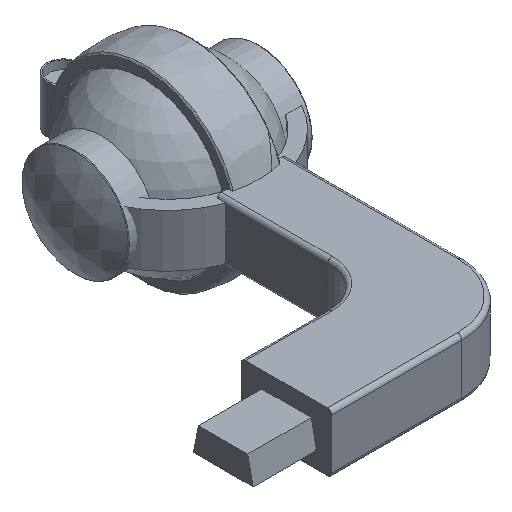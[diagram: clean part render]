
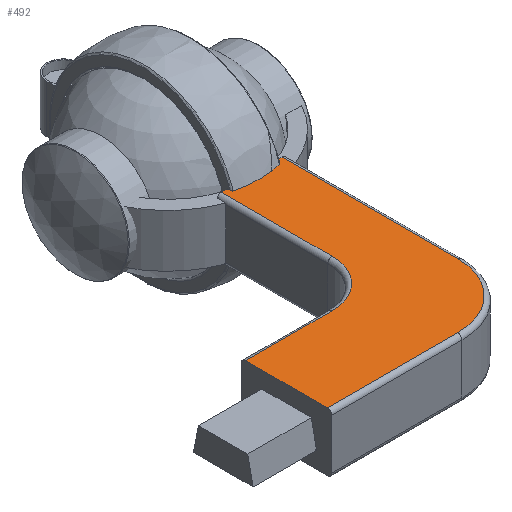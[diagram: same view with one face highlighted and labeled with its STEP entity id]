
A CAD part, isometric view. The second image highlights one B-rep face of the part: STEP entity #492.
In plain terms, the highlighted planar face has unit normal (0, 0, 1).
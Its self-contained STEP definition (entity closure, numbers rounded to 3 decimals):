
#142 = CARTESIAN_POINT ( 'NONE',  ( 15.2, 2.72, 3.425 ) ) ;
#143 = FACE_OUTER_BOUND ( 'NONE', #1023, .T. ) ;
#145 = PLANE ( 'NONE',  #1529 ) ;
#148 = DIRECTION ( 'NONE',  ( 0., 0., 1. ) ) ;
#149 = DIRECTION ( 'NONE',  ( 1., 0., 0. ) ) ;
#158 = CARTESIAN_POINT ( 'NONE',  ( 0., 5.28, 3.425 ) ) ;
#165 = LINE ( 'NONE', #158, #1530 ) ;
#171 = DIRECTION ( 'NONE',  ( 0., -1., 0. ) ) ;
#193 = CARTESIAN_POINT ( 'NONE',  ( 22., 22.829, 3.425 ) ) ;
#197 = CARTESIAN_POINT ( 'NONE',  ( 21.985, 22.783, 3.425 ) ) ;
#201 = CARTESIAN_POINT ( 'NONE',  ( 22., 22.875, 3.425 ) ) ;
#202 = CARTESIAN_POINT ( 'NONE',  ( 21.932, 22.709, 3.425 ) ) ;
#203 = CARTESIAN_POINT ( 'NONE',  ( 21.892, 22.681, 3.425 ) ) ;
#204 = CARTESIAN_POINT ( 'NONE',  ( 21.848, 22.67, 3.425 ) ) ;
#215 = LINE ( 'NONE', #216, #1543 ) ;
#216 = CARTESIAN_POINT ( 'NONE',  ( 16.3, 2.72, 3.425 ) ) ;
#217 = DIRECTION ( 'NONE',  ( 0., 1., 0. ) ) ;
#236 = CARTESIAN_POINT ( 'NONE',  ( 15.6, 23.22, 3.425 ) ) ;
#237 = CARTESIAN_POINT ( 'NONE',  ( 22.7, 2.72, 3.425 ) ) ;
#242 = LINE ( 'NONE', #243, #1555 ) ;
#243 = CARTESIAN_POINT ( 'NONE',  ( 23.2, 23.22, 3.425 ) ) ;
#244 = DIRECTION ( 'NONE',  ( -1., 0., 0. ) ) ;
#245 = LINE ( 'NONE', #246, #1556 ) ;
#246 = CARTESIAN_POINT ( 'NONE',  ( 22.7, 23.22, 3.425 ) ) ;
#247 = DIRECTION ( 'NONE',  ( 0., 1., 0. ) ) ;
#262 = CARTESIAN_POINT ( 'NONE',  ( 16.3, 22.875, 3.425 ) ) ;
#280 = CARTESIAN_POINT ( 'NONE',  ( 0., -4.78, 3.425 ) ) ;
#281 = CARTESIAN_POINT ( 'NONE',  ( 0., 4.78, 3.425 ) ) ;
#282 = CARTESIAN_POINT ( 'NONE',  ( 10.1, 4.78, 3.425 ) ) ;
#287 = CARTESIAN_POINT ( 'NONE',  ( 15.6, 10.28, 3.425 ) ) ;
#292 = CIRCLE ( 'NONE', #1101, 10.768 ) ;
#332 = EDGE_CURVE ( 'NONE', #1942, #802, #2024, .T. ) ;
#335 = EDGE_CURVE ( 'NONE', #1944, #1931, #546, .T. ) ;
#341 = EDGE_CURVE ( 'NONE', #1890, #1942, #579, .T. ) ;
#346 = EDGE_CURVE ( 'NONE', #1939, #837, #526, .T. ) ;
#348 = EDGE_CURVE ( 'NONE', #1931, #1938, #596, .T. ) ;
#349 = EDGE_CURVE ( 'NONE', #1897, #1892, #2014, .T. ) ;
#364 = EDGE_CURVE ( 'NONE', #1892, #1891, #1575, .T. ) ;
#376 = EDGE_CURVE ( 'NONE', #804, #1897, #1621, .T. ) ;
#413 = EDGE_CURVE ( 'NONE', #1936, #1939, #292, .T. ) ;
#492 = ADVANCED_FACE ( 'NONE', ( #143 ), #145, .T. ) ;
#497 = EDGE_CURVE ( 'NONE', #1891, #1890, #165, .T. ) ;
#505 = EDGE_CURVE ( 'NONE', #1938, #1936, #529, .T. ) ;
#509 = EDGE_CURVE ( 'NONE', #837, #1929, #215, .T. ) ;
#518 = EDGE_CURVE ( 'NONE', #1929, #804, #242, .T. ) ;
#519 = EDGE_CURVE ( 'NONE', #802, #1944, #245, .T. ) ;
#526 = B_SPLINE_CURVE_WITH_KNOTS ( 'NONE', 3,
 ( #597, #587, #593, #599, #600, #601 ),
 .UNSPECIFIED., .F., .F.,
 ( 4, 2, 4 ),
 ( 0.001, 0.001, 0.002 ),
 .UNSPECIFIED. ) ;
#529 = B_SPLINE_CURVE_WITH_KNOTS ( 'NONE', 3,
 ( #201, #193, #197, #202, #203, #204 ),
 .UNSPECIFIED., .F., .F.,
 ( 4, 2, 4 ),
 ( 0.001, 0.001, 0.001 ),
 .UNSPECIFIED. ) ;
#546 = LINE ( 'NONE', #563, #2004 ) ;
#555 = CARTESIAN_POINT ( 'NONE',  ( 15.2, 2.72, 3.425 ) ) ;
#556 = DIRECTION ( 'NONE',  ( 0., 0., 1. ) ) ;
#557 = DIRECTION ( 'NONE',  ( 1., 0., 0. ) ) ;
#563 = CARTESIAN_POINT ( 'NONE',  ( 23.2, 23.22, 3.425 ) ) ;
#564 = DIRECTION ( 'NONE',  ( -1., 0., 0. ) ) ;
#573 = CARTESIAN_POINT ( 'NONE',  ( 15.2, -4.78, 3.425 ) ) ;
#579 = LINE ( 'NONE', #573, #2022 ) ;
#583 = DIRECTION ( 'NONE',  ( 1., 0., 0. ) ) ;
#587 = CARTESIAN_POINT ( 'NONE',  ( 16.408, 22.681, 3.425 ) ) ;
#593 = CARTESIAN_POINT ( 'NONE',  ( 16.368, 22.709, 3.425 ) ) ;
#596 = LINE ( 'NONE', #598, #1980 ) ;
#597 = CARTESIAN_POINT ( 'NONE',  ( 16.452, 22.67, 3.425 ) ) ;
#598 = CARTESIAN_POINT ( 'NONE',  ( 22., 2.72, 3.425 ) ) ;
#599 = CARTESIAN_POINT ( 'NONE',  ( 16.315, 22.783, 3.425 ) ) ;
#600 = CARTESIAN_POINT ( 'NONE',  ( 16.3, 22.829, 3.425 ) ) ;
#601 = CARTESIAN_POINT ( 'NONE',  ( 16.3, 22.875, 3.425 ) ) ;
#606 = DIRECTION ( 'NONE',  ( 0., -1., 0. ) ) ;
#608 = CARTESIAN_POINT ( 'NONE',  ( 10.1, 10.28, 3.425 ) ) ;
#609 = DIRECTION ( 'NONE',  ( 0., 0., -1. ) ) ;
#610 = DIRECTION ( 'NONE',  ( 1., 0., 0. ) ) ;
#782 = ORIENTED_EDGE ( 'NONE', *, *, #346, .T. ) ;
#783 = ORIENTED_EDGE ( 'NONE', *, *, #376, .T. ) ;
#802 = VERTEX_POINT ( 'NONE', #237 ) ;
#803 = ORIENTED_EDGE ( 'NONE', *, *, #518, .T. ) ;
#804 = VERTEX_POINT ( 'NONE', #236 ) ;
#805 = ORIENTED_EDGE ( 'NONE', *, *, #332, .T. ) ;
#809 = ORIENTED_EDGE ( 'NONE', *, *, #413, .T. ) ;
#810 = ORIENTED_EDGE ( 'NONE', *, *, #505, .T. ) ;
#811 = ORIENTED_EDGE ( 'NONE', *, *, #348, .T. ) ;
#813 = ORIENTED_EDGE ( 'NONE', *, *, #519, .T. ) ;
#815 = ORIENTED_EDGE ( 'NONE', *, *, #335, .T. ) ;
#821 = ORIENTED_EDGE ( 'NONE', *, *, #349, .T. ) ;
#825 = ORIENTED_EDGE ( 'NONE', *, *, #497, .T. ) ;
#828 = ORIENTED_EDGE ( 'NONE', *, *, #364, .T. ) ;
#836 = ORIENTED_EDGE ( 'NONE', *, *, #341, .T. ) ;
#837 = VERTEX_POINT ( 'NONE', #262 ) ;
#866 = VECTOR ( 'NONE', #1580, 1000. ) ;
#903 = VECTOR ( 'NONE', #1631, 1000. ) ;
#1023 = EDGE_LOOP ( 'NONE', ( #805, #813, #815, #811, #810, #809, #782, #1430, #803, #783, #821, #828, #825, #836 ) ) ;
#1101 = AXIS2_PLACEMENT_3D ( 'NONE', #1806, #1807, #1808 ) ;
#1129 = CARTESIAN_POINT ( 'NONE',  ( 16.3, 23.22, 3.425 ) ) ;
#1131 = CARTESIAN_POINT ( 'NONE',  ( 22., 23.22, 3.425 ) ) ;
#1136 = CARTESIAN_POINT ( 'NONE',  ( 21.848, 22.67, 3.425 ) ) ;
#1138 = CARTESIAN_POINT ( 'NONE',  ( 22., 22.875, 3.425 ) ) ;
#1139 = CARTESIAN_POINT ( 'NONE',  ( 16.452, 22.67, 3.425 ) ) ;
#1142 = CARTESIAN_POINT ( 'NONE',  ( 15.2, -4.78, 3.425 ) ) ;
#1144 = CARTESIAN_POINT ( 'NONE',  ( 22.7, 23.22, 3.425 ) ) ;
#1430 = ORIENTED_EDGE ( 'NONE', *, *, #509, .T. ) ;
#1529 = AXIS2_PLACEMENT_3D ( 'NONE', #142, #148, #149 ) ;
#1530 = VECTOR ( 'NONE', #171, 1000. ) ;
#1543 = VECTOR ( 'NONE', #217, 1000. ) ;
#1555 = VECTOR ( 'NONE', #244, 1000. ) ;
#1556 = VECTOR ( 'NONE', #247, 1000. ) ;
#1575 = LINE ( 'NONE', #1579, #866 ) ;
#1579 = CARTESIAN_POINT ( 'NONE',  ( 0., 4.78, 3.425 ) ) ;
#1580 = DIRECTION ( 'NONE',  ( -1., 0., 0. ) ) ;
#1614 = CARTESIAN_POINT ( 'NONE',  ( 15.6, 10.28, 3.425 ) ) ;
#1621 = LINE ( 'NONE', #1614, #903 ) ;
#1631 = DIRECTION ( 'NONE',  ( 0., -1., 0. ) ) ;
#1806 = CARTESIAN_POINT ( 'NONE',  ( 19.15, 33.095, 3.425 ) ) ;
#1807 = DIRECTION ( 'NONE',  ( 0., 0., -1. ) ) ;
#1808 = DIRECTION ( 'NONE',  ( 1., 0., 0. ) ) ;
#1890 = VERTEX_POINT ( 'NONE', #280 ) ;
#1891 = VERTEX_POINT ( 'NONE', #281 ) ;
#1892 = VERTEX_POINT ( 'NONE', #282 ) ;
#1897 = VERTEX_POINT ( 'NONE', #287 ) ;
#1929 = VERTEX_POINT ( 'NONE', #1129 ) ;
#1931 = VERTEX_POINT ( 'NONE', #1131 ) ;
#1936 = VERTEX_POINT ( 'NONE', #1136 ) ;
#1938 = VERTEX_POINT ( 'NONE', #1138 ) ;
#1939 = VERTEX_POINT ( 'NONE', #1139 ) ;
#1942 = VERTEX_POINT ( 'NONE', #1142 ) ;
#1944 = VERTEX_POINT ( 'NONE', #1144 ) ;
#1980 = VECTOR ( 'NONE', #606, 1000. ) ;
#2004 = VECTOR ( 'NONE', #564, 1000. ) ;
#2014 = CIRCLE ( 'NONE', #2019, 5.5 ) ;
#2019 = AXIS2_PLACEMENT_3D ( 'NONE', #608, #609, #610 ) ;
#2022 = VECTOR ( 'NONE', #583, 1000. ) ;
#2023 = AXIS2_PLACEMENT_3D ( 'NONE', #555, #556, #557 ) ;
#2024 = CIRCLE ( 'NONE', #2023, 7.5 ) ;
